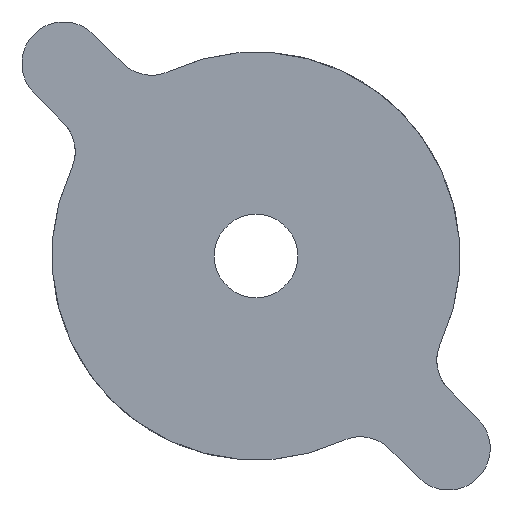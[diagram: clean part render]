
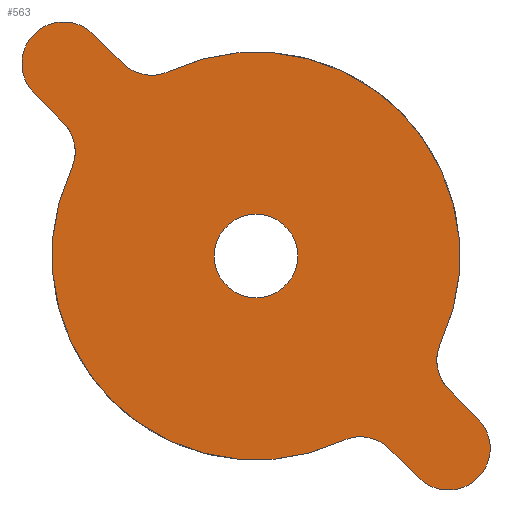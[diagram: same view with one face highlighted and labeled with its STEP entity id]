
A CAD part, front view. The second image highlights one B-rep face of the part: STEP entity #563.
In plain terms, the highlighted planar face has unit normal (0, -1, 0).
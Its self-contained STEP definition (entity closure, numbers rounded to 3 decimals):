
#18=FACE_BOUND('',#191,.T.);
#49=LINE('',#1002,#88);
#57=LINE('',#1030,#96);
#69=LINE('',#1069,#108);
#72=LINE('',#1078,#111);
#88=VECTOR('',#735,10.);
#96=VECTOR('',#763,10.);
#108=VECTOR('',#807,10.);
#111=VECTOR('',#818,10.);
#125=PLANE('',#653);
#156=FACE_OUTER_BOUND('',#190,.T.);
#190=EDGE_LOOP('',(#518,#519,#520,#521,#522,#523,#524,#525,#526,#527,#528,
#529));
#191=EDGE_LOOP('',(#530));
#211=CIRCLE('',#617,2.);
#212=CIRCLE('',#620,2.);
#214=CIRCLE('',#623,9.75);
#217=CIRCLE('',#627,2.);
#218=CIRCLE('',#630,2.);
#221=CIRCLE('',#634,9.75);
#225=CIRCLE('',#643,2.);
#226=CIRCLE('',#646,2.);
#228=CIRCLE('',#650,2.);
#262=VERTEX_POINT('',#995);
#263=VERTEX_POINT('',#997);
#264=VERTEX_POINT('',#1001);
#266=VERTEX_POINT('',#1007);
#267=VERTEX_POINT('',#1008);
#270=VERTEX_POINT('',#1016);
#273=VERTEX_POINT('',#1025);
#274=VERTEX_POINT('',#1029);
#276=VERTEX_POINT('',#1035);
#277=VERTEX_POINT('',#1036);
#283=VERTEX_POINT('',#1061);
#285=VERTEX_POINT('',#1067);
#287=VERTEX_POINT('',#1076);
#325=EDGE_CURVE('',#262,#263,#211,.T.);
#327=EDGE_CURVE('',#263,#264,#49,.T.);
#330=EDGE_CURVE('',#266,#267,#212,.T.);
#334=EDGE_CURVE('',#267,#270,#214,.T.);
#339=EDGE_CURVE('',#270,#273,#217,.T.);
#341=EDGE_CURVE('',#273,#274,#57,.T.);
#344=EDGE_CURVE('',#276,#277,#218,.T.);
#349=EDGE_CURVE('',#277,#262,#221,.T.);
#358=EDGE_CURVE('',#283,#283,#225,.T.);
#361=EDGE_CURVE('',#285,#266,#69,.T.);
#362=EDGE_CURVE('',#264,#285,#226,.T.);
#366=EDGE_CURVE('',#287,#276,#72,.T.);
#367=EDGE_CURVE('',#274,#287,#228,.T.);
#518=ORIENTED_EDGE('',*,*,#330,.F.);
#519=ORIENTED_EDGE('',*,*,#361,.F.);
#520=ORIENTED_EDGE('',*,*,#362,.F.);
#521=ORIENTED_EDGE('',*,*,#327,.F.);
#522=ORIENTED_EDGE('',*,*,#325,.F.);
#523=ORIENTED_EDGE('',*,*,#349,.F.);
#524=ORIENTED_EDGE('',*,*,#344,.F.);
#525=ORIENTED_EDGE('',*,*,#366,.F.);
#526=ORIENTED_EDGE('',*,*,#367,.F.);
#527=ORIENTED_EDGE('',*,*,#341,.F.);
#528=ORIENTED_EDGE('',*,*,#339,.F.);
#529=ORIENTED_EDGE('',*,*,#334,.F.);
#530=ORIENTED_EDGE('',*,*,#358,.F.);
#563=ADVANCED_FACE('',(#156,#18),#125,.F.);
#617=AXIS2_PLACEMENT_3D('',#998,#730,#731);
#620=AXIS2_PLACEMENT_3D('',#1009,#740,#741);
#623=AXIS2_PLACEMENT_3D('',#1017,#748,#749);
#627=AXIS2_PLACEMENT_3D('',#1026,#758,#759);
#630=AXIS2_PLACEMENT_3D('',#1037,#768,#769);
#634=AXIS2_PLACEMENT_3D('',#1045,#778,#779);
#643=AXIS2_PLACEMENT_3D('',#1063,#801,#802);
#646=AXIS2_PLACEMENT_3D('',#1071,#810,#811);
#650=AXIS2_PLACEMENT_3D('',#1080,#821,#822);
#653=AXIS2_PLACEMENT_3D('',#1083,#827,#828);
#730=DIRECTION('center_axis',(0.,-1.,0.));
#731=DIRECTION('ref_axis',(0.985,0.,0.173));
#735=DIRECTION('',(-0.707,0.,0.707));
#740=DIRECTION('center_axis',(0.,-1.,0.));
#741=DIRECTION('ref_axis',(-0.173,0.,-0.985));
#748=DIRECTION('center_axis',(0.,1.,0.));
#749=DIRECTION('ref_axis',(-1.,0.,0.));
#758=DIRECTION('center_axis',(0.,-1.,0.));
#759=DIRECTION('ref_axis',(-0.985,0.,-0.173));
#763=DIRECTION('',(0.707,0.,-0.707));
#768=DIRECTION('center_axis',(0.,-1.,0.));
#769=DIRECTION('ref_axis',(0.173,0.,0.985));
#778=DIRECTION('center_axis',(0.,1.,0.));
#779=DIRECTION('ref_axis',(-1.,0.,0.));
#801=DIRECTION('center_axis',(0.,-1.,0.));
#802=DIRECTION('ref_axis',(1.,0.,0.));
#807=DIRECTION('',(0.707,0.,-0.707));
#810=DIRECTION('center_axis',(0.,1.,0.));
#811=DIRECTION('ref_axis',(-0.707,0.,-0.707));
#818=DIRECTION('',(-0.707,0.,0.707));
#821=DIRECTION('center_axis',(0.,1.,0.));
#822=DIRECTION('ref_axis',(0.707,0.,0.707));
#827=DIRECTION('center_axis',(0.,1.,0.));
#828=DIRECTION('ref_axis',(0.,0.,1.));
#995=CARTESIAN_POINT('',(-8.829,0.,4.136));
#997=CARTESIAN_POINT('',(-9.226,0.,6.398));
#998=CARTESIAN_POINT('Origin',(-10.641,0.,4.984));
#1001=CARTESIAN_POINT('',(-10.607,0.,7.778));
#1002=CARTESIAN_POINT('',(7.778,0.,-10.607));
#1007=CARTESIAN_POINT('',(-6.398,0.,9.226));
#1008=CARTESIAN_POINT('',(-4.136,0.,8.829));
#1009=CARTESIAN_POINT('Origin',(-4.984,0.,10.641));
#1016=CARTESIAN_POINT('',(8.829,0.,-4.136));
#1017=CARTESIAN_POINT('Origin',(0.,0.,0.));
#1025=CARTESIAN_POINT('',(9.226,0.,-6.398));
#1026=CARTESIAN_POINT('Origin',(10.641,0.,-4.984));
#1029=CARTESIAN_POINT('',(10.607,0.,-7.778));
#1030=CARTESIAN_POINT('',(-7.778,0.,10.607));
#1035=CARTESIAN_POINT('',(6.398,0.,-9.226));
#1036=CARTESIAN_POINT('',(4.136,0.,-8.829));
#1037=CARTESIAN_POINT('Origin',(4.984,0.,-10.641));
#1045=CARTESIAN_POINT('Origin',(0.,0.,0.));
#1061=CARTESIAN_POINT('',(-2.,0.,0.));
#1063=CARTESIAN_POINT('Origin',(0.,0.,0.));
#1067=CARTESIAN_POINT('',(-7.778,0.,10.607));
#1069=CARTESIAN_POINT('',(-7.778,0.,10.607));
#1071=CARTESIAN_POINT('Origin',(-9.192,0.,9.192));
#1076=CARTESIAN_POINT('',(7.778,0.,-10.607));
#1078=CARTESIAN_POINT('',(7.778,0.,-10.607));
#1080=CARTESIAN_POINT('Origin',(9.192,0.,-9.192));
#1083=CARTESIAN_POINT('Origin',(0.,0.,0.));
